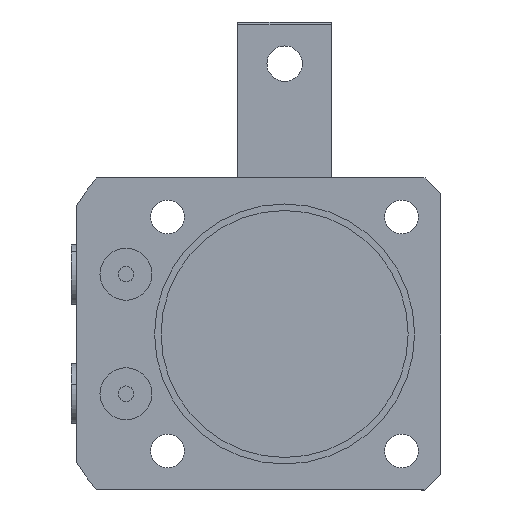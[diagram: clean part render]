
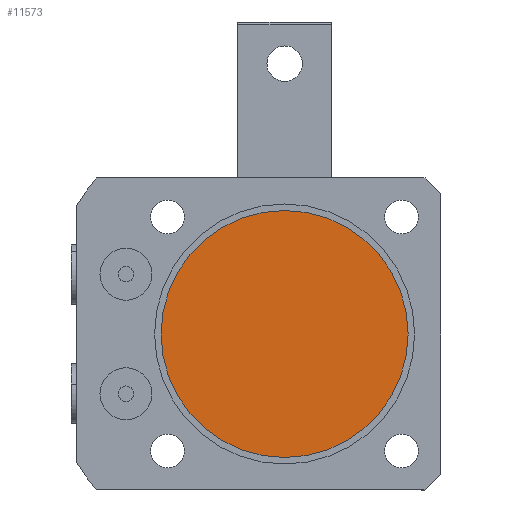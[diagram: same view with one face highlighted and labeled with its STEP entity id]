
A CAD part, front view. The second image highlights one B-rep face of the part: STEP entity #11573.
In plain terms, the highlighted planar face has unit normal (0, -1, 0).
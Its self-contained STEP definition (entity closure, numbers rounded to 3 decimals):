
#314 = FACE_OUTER_BOUND ( 'NONE', #2625, .T. ) ;
#518 = CIRCLE ( 'NONE', #6389, 23.75 ) ;
#873 = CARTESIAN_POINT ( 'NONE',  ( 0., 0., 0. ) ) ;
#980 = DIRECTION ( 'NONE',  ( 0., 1., 0. ) ) ;
#1096 = PLANE ( 'NONE',  #6706 ) ;
#1197 = DIRECTION ( 'NONE',  ( 0., 0., 1. ) ) ;
#1525 = CIRCLE ( 'NONE', #6572, 23.75 ) ;
#1870 = ORIENTED_EDGE ( 'NONE', *, *, #8334, .F. ) ;
#1929 = ORIENTED_EDGE ( 'NONE', *, *, #11411, .F. ) ;
#2625 = EDGE_LOOP ( 'NONE', ( #1870, #1929 ) ) ;
#5024 = VERTEX_POINT ( 'NONE', #11828 ) ;
#5036 = VERTEX_POINT ( 'NONE', #12010 ) ;
#5883 = DIRECTION ( 'NONE',  ( 0., 0., -1. ) ) ;
#5884 = DIRECTION ( 'NONE',  ( 0., 1., 0. ) ) ;
#5885 = CARTESIAN_POINT ( 'NONE',  ( 0., 0., 0. ) ) ;
#6389 = AXIS2_PLACEMENT_3D ( 'NONE', #5885, #5884, #5883 ) ;
#6572 = AXIS2_PLACEMENT_3D ( 'NONE', #10562, #10561, #10560 ) ;
#6706 = AXIS2_PLACEMENT_3D ( 'NONE', #873, #980, #1197 ) ;
#8334 = EDGE_CURVE ( 'NONE', #5024, #5036, #518, .T. ) ;
#10560 = DIRECTION ( 'NONE',  ( 0., 0., -1. ) ) ;
#10561 = DIRECTION ( 'NONE',  ( 0., 1., 0. ) ) ;
#10562 = CARTESIAN_POINT ( 'NONE',  ( 0., 0., 0. ) ) ;
#11411 = EDGE_CURVE ( 'NONE', #5036, #5024, #1525, .T. ) ;
#11573 = ADVANCED_FACE ( 'NONE', ( #314 ), #1096, .F. ) ;
#11828 = CARTESIAN_POINT ( 'NONE',  ( 0., 0., -23.75 ) ) ;
#12010 = CARTESIAN_POINT ( 'NONE',  ( 0., 0., 23.75 ) ) ;
